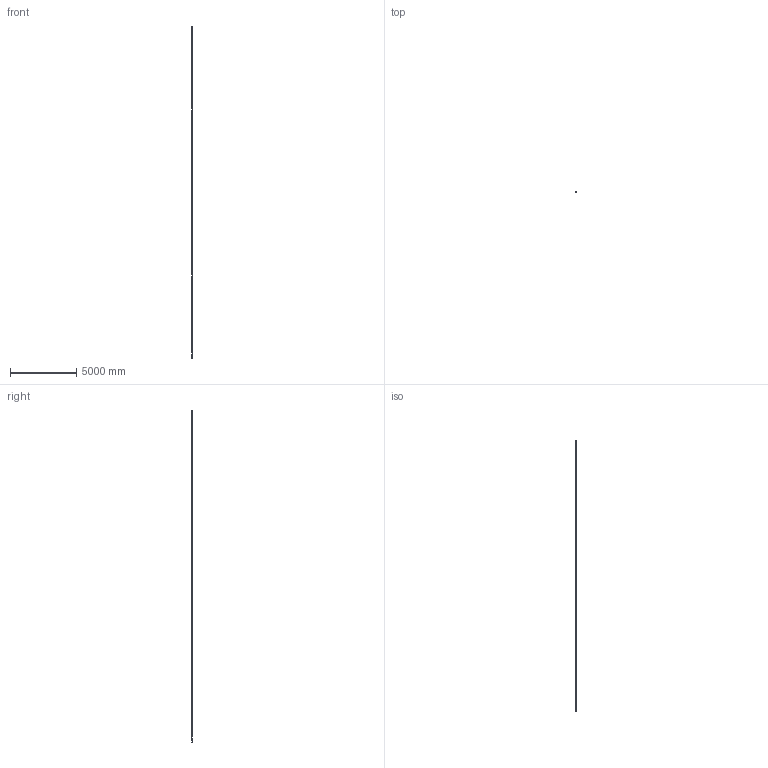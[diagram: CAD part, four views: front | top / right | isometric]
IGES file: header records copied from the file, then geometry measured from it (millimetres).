
Start section: SolidWorks IGES file using analytic representation for surfaces
Global section: file name: 60360-GU-25M.igs; native system: SolidWorks 2018; preprocessor: SolidWorks 2018; author: Christian; date: 220720.114033; units: millimetre
Bounding box: 32.34 x 26.5 x 25000 mm (x, y, z)
Surface area: 6966225.3 mm2 (no closed solid volume)
Topology: 0 solids, 0 shells, 441 faces, 4713 edges, 4713 vertices
Faces by surface type: bspline 389, revolution 52
